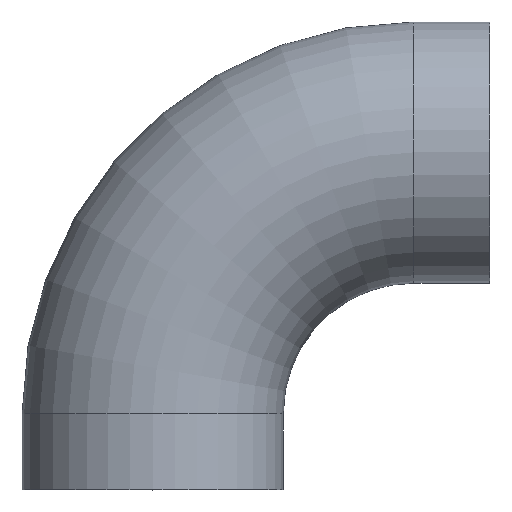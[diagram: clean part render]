
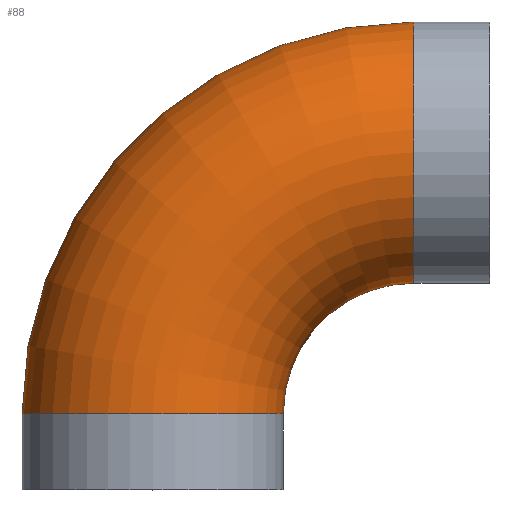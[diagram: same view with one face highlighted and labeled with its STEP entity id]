
A CAD part, top view. The second image highlights one B-rep face of the part: STEP entity #88.
In plain terms, the highlighted toroidal (fillet/blend) face has major radius 110 mm and minor radius 55 mm.
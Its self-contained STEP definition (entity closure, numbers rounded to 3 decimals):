
#88 = ADVANCED_FACE( '', ( #118 ), #119, .T. );
#118 = FACE_OUTER_BOUND( '', #148, .T. );
#119 = TOROIDAL_SURFACE( '', #149, 110., 55. );
#148 = EDGE_LOOP( '', ( #241, #242, #243, #244 ) );
#149 = AXIS2_PLACEMENT_3D( '', #245, #246, #247 );
#241 = ORIENTED_EDGE( '', *, *, #248, .T. );
#242 = ORIENTED_EDGE( '', *, *, #271, .T. );
#243 = ORIENTED_EDGE( '', *, *, #250, .T. );
#244 = ORIENTED_EDGE( '', *, *, #274, .F. );
#245 = CARTESIAN_POINT( '', ( 110., 32., 0. ) );
#246 = DIRECTION( '', ( 0., 0., 1. ) );
#247 = DIRECTION( '', ( 1., 0., 0. ) );
#248 = EDGE_CURVE( '', #276, #277, #278, .T. );
#250 = EDGE_CURVE( '', #281, #279, #282, .T. );
#271 = EDGE_CURVE( '', #277, #281, #315, .T. );
#274 = EDGE_CURVE( '', #276, #279, #318, .T. );
#276 = VERTEX_POINT( '', #320 );
#277 = VERTEX_POINT( '', #321 );
#278 = CIRCLE( '', #322, 165. );
#279 = VERTEX_POINT( '', #323 );
#281 = VERTEX_POINT( '', #325 );
#282 = CIRCLE( '', #326, 55. );
#315 = CIRCLE( '', #367, 55. );
#318 = CIRCLE( '', #370, 55. );
#320 = CARTESIAN_POINT( '', ( 110., 197., 0. ) );
#321 = CARTESIAN_POINT( '', ( -55., 32., 0. ) );
#322 = AXIS2_PLACEMENT_3D( '', #372, #373, #374 );
#323 = CARTESIAN_POINT( '', ( 110., 87., 0. ) );
#325 = CARTESIAN_POINT( '', ( 55., 32., 0. ) );
#326 = AXIS2_PLACEMENT_3D( '', #378, #379, #380 );
#367 = AXIS2_PLACEMENT_3D( '', #425, #426, #427 );
#370 = AXIS2_PLACEMENT_3D( '', #434, #435, #436 );
#372 = CARTESIAN_POINT( '', ( 110., 32., 0. ) );
#373 = DIRECTION( '', ( 0., 0., 1. ) );
#374 = DIRECTION( '', ( 1., 0., 0. ) );
#378 = CARTESIAN_POINT( '', ( 110., 32., 0. ) );
#379 = DIRECTION( '', ( 0., 0., -1. ) );
#380 = DIRECTION( '', ( 1., 0., 0. ) );
#425 = CARTESIAN_POINT( '', ( 0., 32., 0. ) );
#426 = DIRECTION( '', ( 0., 1., 0. ) );
#427 = DIRECTION( '', ( 1., 0., 0. ) );
#434 = CARTESIAN_POINT( '', ( 110., 142., 0. ) );
#435 = DIRECTION( '', ( 1., 0., 0. ) );
#436 = DIRECTION( '', ( 0., -1., 0. ) );
